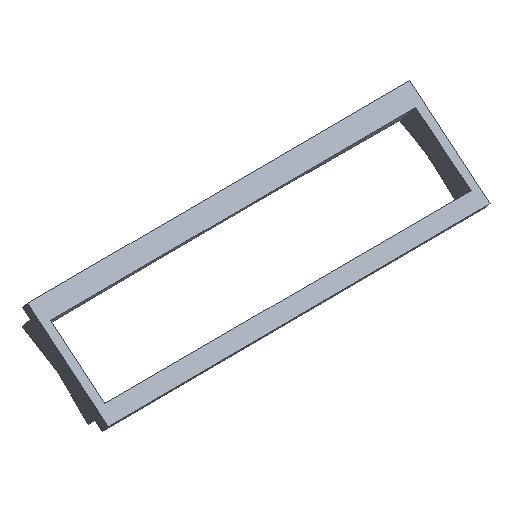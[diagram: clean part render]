
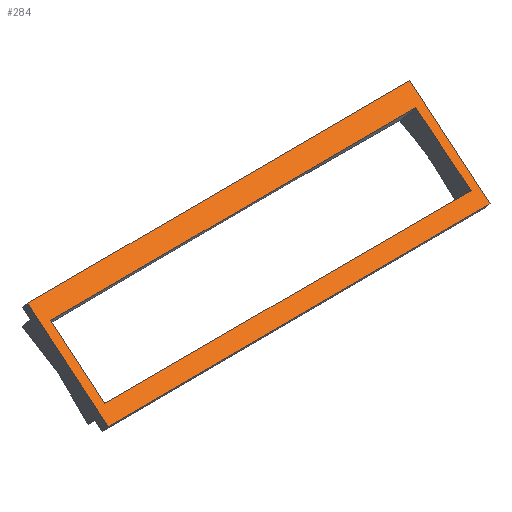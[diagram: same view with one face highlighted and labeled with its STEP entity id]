
A CAD part, isometric view. The second image highlights one B-rep face of the part: STEP entity #284.
In plain terms, the highlighted planar face has unit normal (0.003, -0.643, 0.766).
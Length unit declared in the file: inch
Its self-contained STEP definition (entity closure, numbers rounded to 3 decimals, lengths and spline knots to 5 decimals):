
#2 = DIRECTION ( 'NONE',  ( 0., 0.766, 0.643 ) ) ;
#21 = EDGE_CURVE ( 'NONE', #554, #571, #739, .T. ) ;
#27 = VERTEX_POINT ( 'NONE', #693 ) ;
#28 = VERTEX_POINT ( 'NONE', #431 ) ;
#37 = EDGE_CURVE ( 'NONE', #422, #27, #569, .T. ) ;
#48 = VECTOR ( 'NONE', #466, 39.37008 ) ;
#73 = ORIENTED_EDGE ( 'NONE', *, *, #467, .F. ) ;
#81 = CARTESIAN_POINT ( 'NONE',  ( -0.11135, -0.36105, 0.14499 ) ) ;
#87 = ORIENTED_EDGE ( 'NONE', *, *, #366, .T. ) ;
#102 = CARTESIAN_POINT ( 'NONE',  ( 0.01336, -0.30291, 0.19324 ) ) ;
#121 = DIRECTION ( 'NONE',  ( 1., 0.005, 0. ) ) ;
#138 = DIRECTION ( 'NONE',  ( -1., -0.005, 0. ) ) ;
#144 = EDGE_CURVE ( 'NONE', #27, #146, #186, .T. ) ;
#146 = VERTEX_POINT ( 'NONE', #360 ) ;
#161 = FACE_OUTER_BOUND ( 'NONE', #721, .T. ) ;
#165 = VECTOR ( 'NONE', #138, 39.37008 ) ;
#166 = CARTESIAN_POINT ( 'NONE',  ( 0.01336, -0.30291, 0.19324 ) ) ;
#171 = CARTESIAN_POINT ( 'NONE',  ( 0.00111, -0.22033, 0.26258 ) ) ;
#186 = LINE ( 'NONE', #81, #362 ) ;
#191 = EDGE_CURVE ( 'NONE', #542, #28, #324, .T. ) ;
#204 = VECTOR ( 'NONE', #121, 39.37008 ) ;
#210 = DIRECTION ( 'NONE',  ( 0.023, -0.766, -0.643 ) ) ;
#224 = LINE ( 'NONE', #348, #48 ) ;
#227 = LINE ( 'NONE', #102, #325 ) ;
#228 = FACE_BOUND ( 'NONE', #321, .T. ) ;
#266 = DIRECTION ( 'NONE',  ( -0.004, 0.766, 0.643 ) ) ;
#283 = DIRECTION ( 'NONE',  ( -1., -0.004, 0.001 ) ) ;
#284 = ADVANCED_FACE ( 'NONE', ( #161, #228 ), #351, .F. ) ;
#300 = EDGE_CURVE ( 'NONE', #730, #422, #224, .T. ) ;
#317 = ORIENTED_EDGE ( 'NONE', *, *, #144, .F. ) ;
#321 = EDGE_LOOP ( 'NONE', ( #433, #564, #87, #627 ) ) ;
#324 = LINE ( 'NONE', #688, #701 ) ;
#325 = VECTOR ( 'NONE', #283, 39.37008 ) ;
#348 = CARTESIAN_POINT ( 'NONE',  ( 5.52195, 0.61221, 0.93784 ) ) ;
#351 = PLANE ( 'NONE',  #523 ) ;
#358 = DIRECTION ( 'NONE',  ( 1., 0.005, 0. ) ) ;
#360 = CARTESIAN_POINT ( 'NONE',  ( -0.11669, 0.69873, 1.03426 ) ) ;
#362 = VECTOR ( 'NONE', #661, 39.37008 ) ;
#366 = EDGE_CURVE ( 'NONE', #28, #554, #708, .T. ) ;
#396 = DIRECTION ( 'NONE',  ( -0.003, 0.643, -0.766 ) ) ;
#402 = CARTESIAN_POINT ( 'NONE',  ( 5.41972, -0.2795, 0.19005 ) ) ;
#419 = CARTESIAN_POINT ( 'NONE',  ( 5.39602, 0.51582, 0.85749 ) ) ;
#422 = VERTEX_POINT ( 'NONE', #606 ) ;
#431 = CARTESIAN_POINT ( 'NONE',  ( 0.00937, 0.4887, 0.85749 ) ) ;
#433 = ORIENTED_EDGE ( 'NONE', *, *, #618, .T. ) ;
#448 = ORIENTED_EDGE ( 'NONE', *, *, #37, .F. ) ;
#453 = CARTESIAN_POINT ( 'NONE',  ( 5.41972, -0.2795, 0.19005 ) ) ;
#464 = CARTESIAN_POINT ( 'NONE',  ( 5.52137, 0.72712, 1.03426 ) ) ;
#466 = DIRECTION ( 'NONE',  ( 0.004, -0.766, -0.643 ) ) ;
#467 = EDGE_CURVE ( 'NONE', #146, #730, #610, .T. ) ;
#503 = CARTESIAN_POINT ( 'NONE',  ( -0.11077, -0.47595, 0.04857 ) ) ;
#523 = AXIS2_PLACEMENT_3D ( 'NONE', #171, #396, #2 ) ;
#540 = CARTESIAN_POINT ( 'NONE',  ( 5.52137, 0.72712, 1.03426 ) ) ;
#542 = VERTEX_POINT ( 'NONE', #166 ) ;
#554 = VERTEX_POINT ( 'NONE', #643 ) ;
#564 = ORIENTED_EDGE ( 'NONE', *, *, #191, .T. ) ;
#567 = VECTOR ( 'NONE', #358, 39.37008 ) ;
#569 = LINE ( 'NONE', #503, #165 ) ;
#571 = VERTEX_POINT ( 'NONE', #402 ) ;
#606 = CARTESIAN_POINT ( 'NONE',  ( 5.52729, -0.44756, 0.04857 ) ) ;
#610 = LINE ( 'NONE', #540, #567 ) ;
#618 = EDGE_CURVE ( 'NONE', #571, #542, #227, .T. ) ;
#621 = ORIENTED_EDGE ( 'NONE', *, *, #300, .F. ) ;
#627 = ORIENTED_EDGE ( 'NONE', *, *, #21, .T. ) ;
#643 = CARTESIAN_POINT ( 'NONE',  ( 5.39602, 0.51582, 0.85749 ) ) ;
#661 = DIRECTION ( 'NONE',  ( -0.004, 0.766, 0.643 ) ) ;
#678 = VECTOR ( 'NONE', #210, 39.37008 ) ;
#688 = CARTESIAN_POINT ( 'NONE',  ( 0.00937, 0.4887, 0.85749 ) ) ;
#693 = CARTESIAN_POINT ( 'NONE',  ( -0.11077, -0.47595, 0.04857 ) ) ;
#701 = VECTOR ( 'NONE', #266, 39.37008 ) ;
#708 = LINE ( 'NONE', #419, #204 ) ;
#721 = EDGE_LOOP ( 'NONE', ( #621, #73, #317, #448 ) ) ;
#730 = VERTEX_POINT ( 'NONE', #464 ) ;
#739 = LINE ( 'NONE', #453, #678 ) ;
